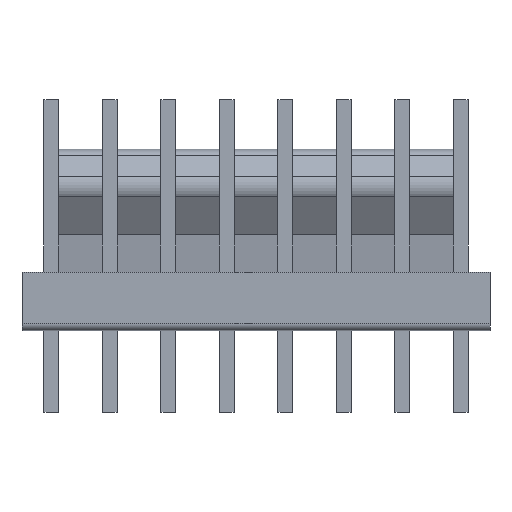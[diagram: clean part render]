
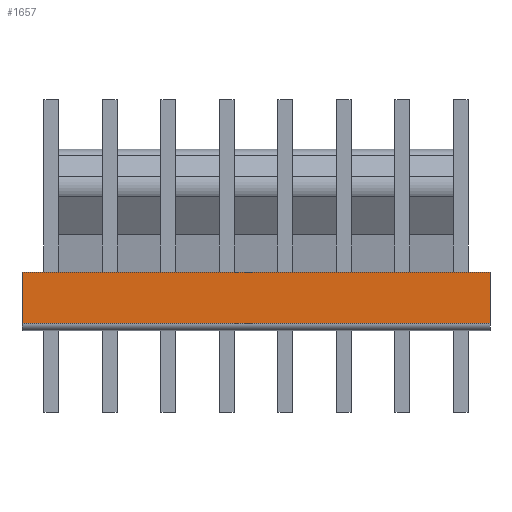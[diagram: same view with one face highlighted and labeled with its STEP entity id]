
A CAD part, front view. The second image highlights one B-rep face of the part: STEP entity #1657.
In plain terms, the highlighted planar face has unit normal (0, -1, 0).
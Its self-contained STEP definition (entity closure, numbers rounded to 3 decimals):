
#93=DIRECTION('',(0.,0.,-1.));
#94=VECTOR('',#93,2.229);
#95=CARTESIAN_POINT('',(-10.16,-3.112,0.));
#96=LINE('',#95,#94);
#295=DIRECTION('',(1.,0.,0.));
#296=VECTOR('',#295,20.32);
#297=CARTESIAN_POINT('',(-10.16,-3.112,-2.229));
#298=LINE('',#297,#296);
#299=DIRECTION('',(1.,0.,0.));
#300=VECTOR('',#299,20.32);
#301=CARTESIAN_POINT('',(-10.16,-3.112,0.));
#302=LINE('',#301,#300);
#545=DIRECTION('',(0.,0.,-1.));
#546=VECTOR('',#545,2.229);
#547=CARTESIAN_POINT('',(10.16,-3.112,0.));
#548=LINE('',#547,#546);
#1079=CARTESIAN_POINT('',(-10.16,-3.112,0.));
#1081=VERTEX_POINT('',#1079);
#1082=CARTESIAN_POINT('',(-10.16,-3.112,-2.229));
#1083=VERTEX_POINT('',#1082);
#1085=CARTESIAN_POINT('',(10.16,-3.112,0.));
#1087=VERTEX_POINT('',#1085);
#1088=CARTESIAN_POINT('',(10.16,-3.112,-2.229));
#1089=VERTEX_POINT('',#1088);
#1644=CARTESIAN_POINT('',(-10.16,-3.112,0.));
#1645=DIRECTION('',(0.,-1.,0.));
#1646=DIRECTION('',(0.,0.,-1.));
#1647=AXIS2_PLACEMENT_3D('',#1644,#1645,#1646);
#1648=PLANE('',#1647);
#1649=ORIENTED_EDGE('',*,*,#1425,.F.);
#1651=ORIENTED_EDGE('',*,*,#1650,.T.);
#1653=ORIENTED_EDGE('',*,*,#1652,.T.);
#1654=ORIENTED_EDGE('',*,*,#1636,.F.);
#1655=EDGE_LOOP('',(#1649,#1651,#1653,#1654));
#1656=FACE_OUTER_BOUND('',#1655,.F.);
#1657=ADVANCED_FACE('',(#1656),#1648,.T.);
#1425=EDGE_CURVE('',#1081,#1083,#96,.T.);
#1636=EDGE_CURVE('',#1083,#1089,#298,.T.);
#1650=EDGE_CURVE('',#1081,#1087,#302,.T.);
#1652=EDGE_CURVE('',#1087,#1089,#548,.T.);
